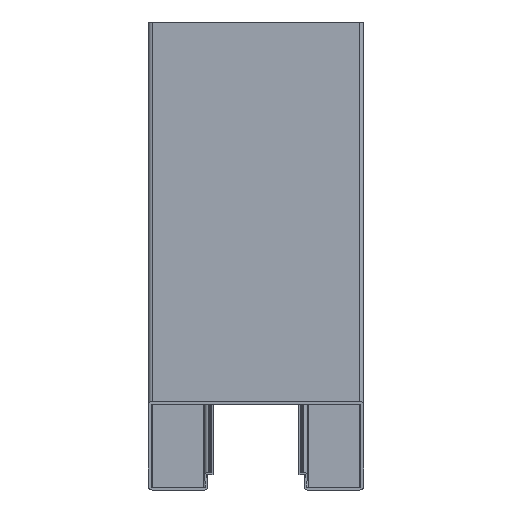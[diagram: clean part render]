
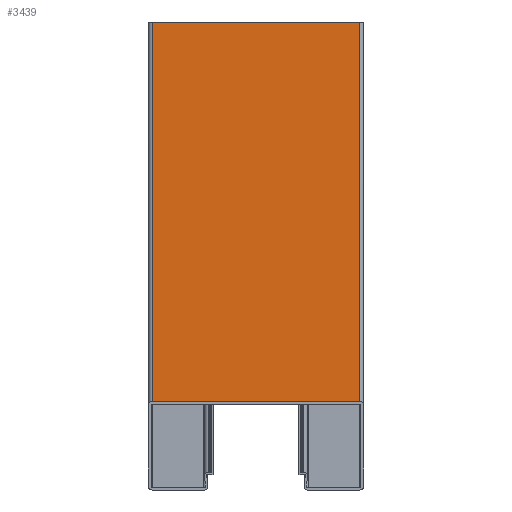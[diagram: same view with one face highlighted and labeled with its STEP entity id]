
A CAD part, left-side view. The second image highlights one B-rep face of the part: STEP entity #3439.
In plain terms, the highlighted planar face has unit normal (-1, 0, 0).
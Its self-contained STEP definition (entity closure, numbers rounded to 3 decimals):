
#193 = VECTOR ( 'NONE', #1024, 1000. ) ;
#214 = LINE ( 'NONE', #1028, #193 ) ;
#428 = CARTESIAN_POINT ( 'NONE',  ( 0., -82., 370. ) ) ;
#539 = EDGE_CURVE ( 'NONE', #1113, #1944, #1445, .T. ) ;
#667 = VECTOR ( 'NONE', #1322, 1000. ) ;
#783 = LINE ( 'NONE', #1287, #667 ) ;
#799 = EDGE_LOOP ( 'NONE', ( #2794, #889, #2026, #1628 ) ) ;
#872 = DIRECTION ( 'NONE',  ( 1., 0., 0. ) ) ;
#889 = ORIENTED_EDGE ( 'NONE', *, *, #1094, .F. ) ;
#949 = CARTESIAN_POINT ( 'NONE',  ( 0., 82., 370. ) ) ;
#961 = CARTESIAN_POINT ( 'NONE',  ( 0., 82., 70. ) ) ;
#1024 = DIRECTION ( 'NONE',  ( 0., 0., -1. ) ) ;
#1028 = CARTESIAN_POINT ( 'NONE',  ( 0., 82., 370. ) ) ;
#1035 = VERTEX_POINT ( 'NONE', #949 ) ;
#1094 = EDGE_CURVE ( 'NONE', #1944, #3159, #783, .T. ) ;
#1113 = VERTEX_POINT ( 'NONE', #1961 ) ;
#1287 = CARTESIAN_POINT ( 'NONE',  ( 0., -85.001, 70. ) ) ;
#1322 = DIRECTION ( 'NONE',  ( 0., 1., 0. ) ) ;
#1443 = VECTOR ( 'NONE', #3251, 1000. ) ;
#1445 = LINE ( 'NONE', #3249, #1443 ) ;
#1580 = FACE_OUTER_BOUND ( 'NONE', #799, .T. ) ;
#1628 = ORIENTED_EDGE ( 'NONE', *, *, #2929, .F. ) ;
#1944 = VERTEX_POINT ( 'NONE', #2835 ) ;
#1961 = CARTESIAN_POINT ( 'NONE',  ( 0., -82., 370. ) ) ;
#2026 = ORIENTED_EDGE ( 'NONE', *, *, #539, .F. ) ;
#2278 = PLANE ( 'NONE',  #3373 ) ;
#2298 = DIRECTION ( 'NONE',  ( 0., 0., -1. ) ) ;
#2602 = DIRECTION ( 'NONE',  ( 0., -1., 0. ) ) ;
#2778 = VECTOR ( 'NONE', #2602, 1000. ) ;
#2781 = LINE ( 'NONE', #3188, #2778 ) ;
#2794 = ORIENTED_EDGE ( 'NONE', *, *, #3231, .T. ) ;
#2835 = CARTESIAN_POINT ( 'NONE',  ( 0., -82., 70. ) ) ;
#2929 = EDGE_CURVE ( 'NONE', #1035, #1113, #2781, .T. ) ;
#3159 = VERTEX_POINT ( 'NONE', #961 ) ;
#3188 = CARTESIAN_POINT ( 'NONE',  ( 0., -82., 370. ) ) ;
#3231 = EDGE_CURVE ( 'NONE', #1035, #3159, #214, .T. ) ;
#3249 = CARTESIAN_POINT ( 'NONE',  ( 0., -82., 370. ) ) ;
#3251 = DIRECTION ( 'NONE',  ( 0., 0., -1. ) ) ;
#3373 = AXIS2_PLACEMENT_3D ( 'NONE', #428, #872, #2298 ) ;
#3439 = ADVANCED_FACE ( 'NONE', ( #1580 ), #2278, .F. ) ;
